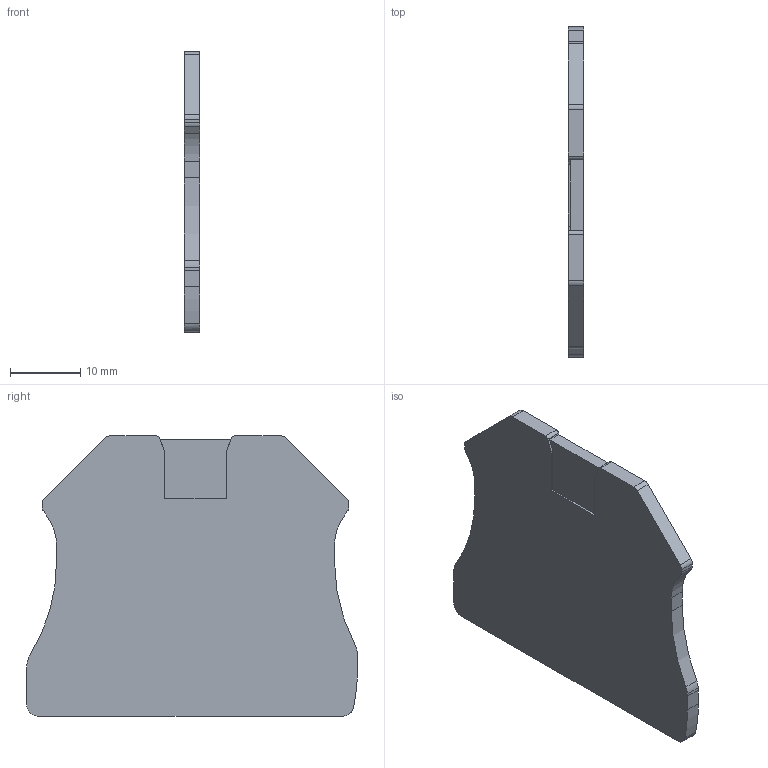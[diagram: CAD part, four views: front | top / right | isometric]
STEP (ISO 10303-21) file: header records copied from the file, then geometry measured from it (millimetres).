
FILE_DESCRIPTION(('STEP AP214'),'1');
FILE_NAME(' ',' ',('TraceParts'),('TraceParts S.A.'),'XStep 1.0',' ',' ');
FILE_SCHEMA(('automotive_design'));
Length unit declared in the file: millimetre
Products named in the file (1): NSYTRAC22N
Bounding box: 2.2 x 47 x 39.8 mm (x, y, z)
Volume: 3547.1 mm3; surface area: 3610.8 mm2
Topology: 1 solids, 1 shells, 45 faces, 129 edges, 86 vertices
Faces by surface type: plane 27, cylinder 18
Entity records: 1504 total; most frequent: CARTESIAN_POINT 277, ORIENTED_EDGE 258, DIRECTION 253, EDGE_CURVE 129, LINE 93, VECTOR 93, VERTEX_POINT 86, AXIS2_PLACEMENT_3D 80
